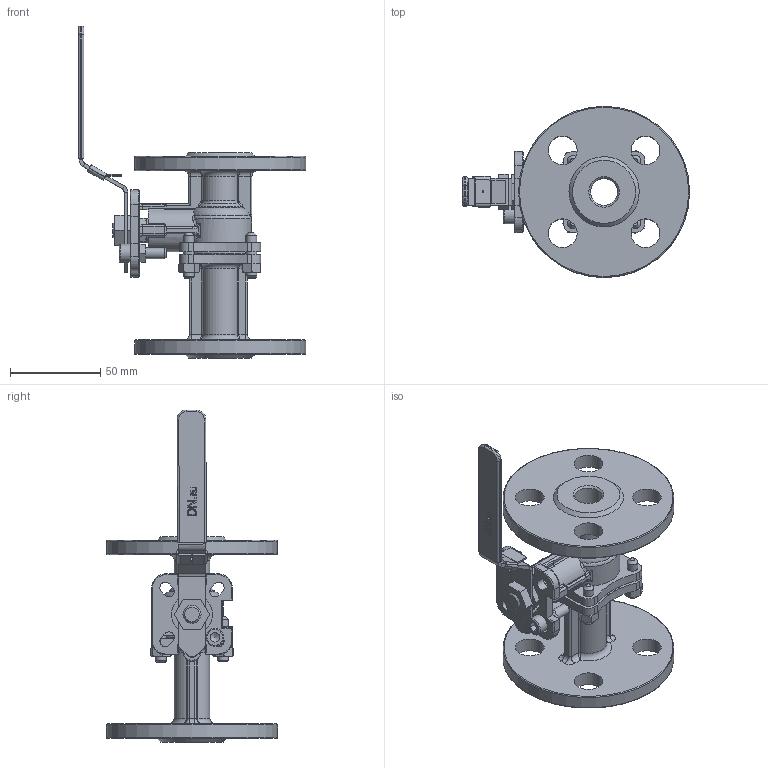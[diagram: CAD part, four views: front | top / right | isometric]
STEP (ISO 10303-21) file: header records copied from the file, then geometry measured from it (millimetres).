
FILE_DESCRIPTION(/* description */ (''),/* implementation_level */ '2;1');
FILE_NAME(/* name */ 'DN15_3D_STEP.stp',/* time_stamp */ '2023-12-14T14:04:06+03:00',/* author */ ('igorr'),/* organization */ (''),/* preprocessor_version */ 'ST-DEVELOPER v19.2',/* originating_system */ 'Autodesk Inventor 2023',/* authorisation */ '');
FILE_SCHEMA (('AUTOMOTIVE_DESIGN { 1 0 10303 214 3 1 1 }'));
Length unit declared in the file: millimetre
Products named in the file (14): Сборка; Деталь1; Деталь2; Деталь3; Деталь5; Деталь6; 4; AS 1420 - 1973 - M6 x 20; Деталь7; AS 1474 - M10; AS 1112 - M6; AS 1421 - M6 x 25 засверленный 
конец; BS 3692 - M6; BS 3692 - M8
Assembly tree (21 placements, depth 2):
  Сборка
    4  x2
    Деталь1
    Деталь2
    Деталь3
    Деталь5
    Деталь6
    AS 1420 - 1973 - M6 x 20
    Деталь7
    AS 1474 - M10  x2
    AS 1112 - M6
    AS 1421 - M6 x 25 засверленный 
конец  x4
    BS 3692 - M6  x4
    BS 3692 - M8
Bounding box: 126.2 x 95 x 184.37 mm (x, y, z)
Volume: 173540.4 mm3; surface area: 81686.6 mm2
Topology: 21 solids, 21 shells, 932 faces, 2217 edges, 1329 vertices
Faces by surface type: plane 395, cylinder 242, cone 113, bspline 106, torus 67, sphere 9
Full cylindrical faces by diameter (mm): 1 x1, 4.917 x5, 5 x1, 6 x14, 6.647 x1, 8 x1, 8.376 x2, 10 x1, 12 x1, 13 x2, 15 x7, 16 x8, 20 x4, 22.889 x2, 30 x1, 32 x2, 38 x1, 95 x2
Entity records: 26629 total; most frequent: CARTESIAN_POINT 7496, ORIENTED_EDGE 3786, DIRECTION 3672, EDGE_CURVE 1893, AXIS2_PLACEMENT_3D 1380, VERTEX_POINT 1154, LINE 912, VECTOR 912
